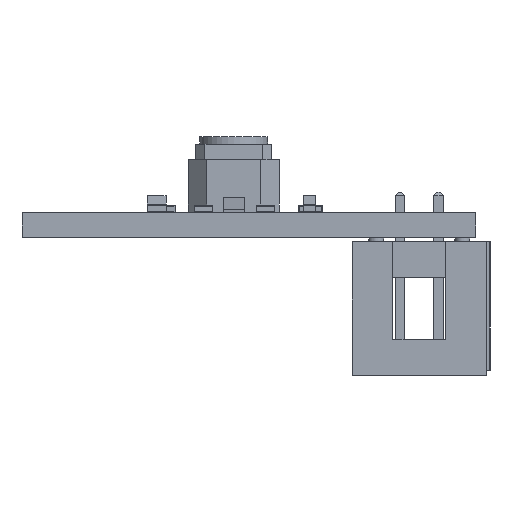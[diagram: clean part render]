
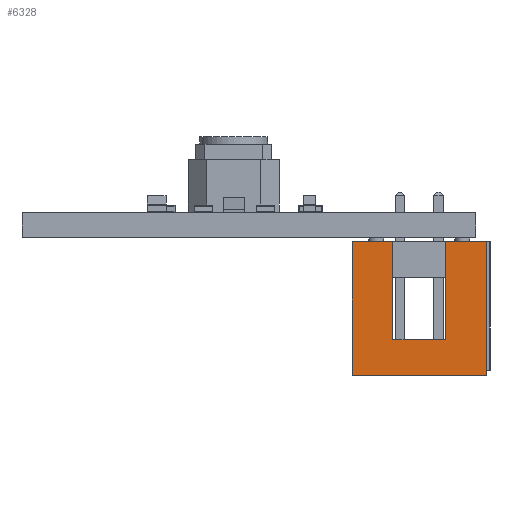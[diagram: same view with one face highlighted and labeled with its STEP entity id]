
A CAD part, left-side view. The second image highlights one B-rep face of the part: STEP entity #6328.
In plain terms, the highlighted face is planar.
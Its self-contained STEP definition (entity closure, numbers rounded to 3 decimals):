
#6260 = EDGE_CURVE('',#6261,#6263,#6265,.T.);
#6261 = VERTEX_POINT('',#6262);
#6262 = CARTESIAN_POINT('',(-3.155,5.1,0.25));
#6263 = VERTEX_POINT('',#6264);
#6264 = CARTESIAN_POINT('',(-3.155,5.1,9.1));
#6265 = LINE('',#6266,#6267);
#6266 = CARTESIAN_POINT('',(-3.155,5.1,0.25));
#6267 = VECTOR('',#6268,1.);
#6268 = DIRECTION('',(0.,0.,1.));
#6328 = ADVANCED_FACE('',(#6329),#6386,.T.);
#6329 = FACE_BOUND('',#6330,.T.);
#6330 = EDGE_LOOP('',(#6331,#6341,#6349,#6357,#6365,#6373,#6379,#6380));
#6331 = ORIENTED_EDGE('',*,*,#6332,.F.);
#6332 = EDGE_CURVE('',#6333,#6335,#6337,.T.);
#6333 = VERTEX_POINT('',#6334);
#6334 = CARTESIAN_POINT('',(5.695,5.1,0.25));
#6335 = VERTEX_POINT('',#6336);
#6336 = CARTESIAN_POINT('',(5.695,5.1,9.1));
#6337 = LINE('',#6338,#6339);
#6338 = CARTESIAN_POINT('',(5.695,5.1,0.25));
#6339 = VECTOR('',#6340,1.);
#6340 = DIRECTION('',(0.,0.,1.));
#6341 = ORIENTED_EDGE('',*,*,#6342,.T.);
#6342 = EDGE_CURVE('',#6333,#6343,#6345,.T.);
#6343 = VERTEX_POINT('',#6344);
#6344 = CARTESIAN_POINT('',(3.02,5.1,0.25));
#6345 = LINE('',#6346,#6347);
#6346 = CARTESIAN_POINT('',(5.695,5.1,0.25));
#6347 = VECTOR('',#6348,1.);
#6348 = DIRECTION('',(-1.,0.,0.));
#6349 = ORIENTED_EDGE('',*,*,#6350,.T.);
#6350 = EDGE_CURVE('',#6343,#6351,#6353,.T.);
#6351 = VERTEX_POINT('',#6352);
#6352 = CARTESIAN_POINT('',(3.02,5.1,6.75));
#6353 = LINE('',#6354,#6355);
#6354 = CARTESIAN_POINT('',(3.02,5.1,2.463));
#6355 = VECTOR('',#6356,1.);
#6356 = DIRECTION('',(0.,0.,1.));
#6357 = ORIENTED_EDGE('',*,*,#6358,.F.);
#6358 = EDGE_CURVE('',#6359,#6351,#6361,.T.);
#6359 = VERTEX_POINT('',#6360);
#6360 = CARTESIAN_POINT('',(-0.48,5.1,6.75));
#6361 = LINE('',#6362,#6363);
#6362 = CARTESIAN_POINT('',(1.27,5.1,6.75));
#6363 = VECTOR('',#6364,1.);
#6364 = DIRECTION('',(1.,0.,0.));
#6365 = ORIENTED_EDGE('',*,*,#6366,.T.);
#6366 = EDGE_CURVE('',#6359,#6367,#6369,.T.);
#6367 = VERTEX_POINT('',#6368);
#6368 = CARTESIAN_POINT('',(-0.48,5.1,0.25));
#6369 = LINE('',#6370,#6371);
#6370 = CARTESIAN_POINT('',(-0.48,5.1,2.463));
#6371 = VECTOR('',#6372,1.);
#6372 = DIRECTION('',(0.,0.,-1.));
#6373 = ORIENTED_EDGE('',*,*,#6374,.T.);
#6374 = EDGE_CURVE('',#6367,#6261,#6375,.T.);
#6375 = LINE('',#6376,#6377);
#6376 = CARTESIAN_POINT('',(5.695,5.1,0.25));
#6377 = VECTOR('',#6378,1.);
#6378 = DIRECTION('',(-1.,0.,0.));
#6379 = ORIENTED_EDGE('',*,*,#6260,.T.);
#6380 = ORIENTED_EDGE('',*,*,#6381,.F.);
#6381 = EDGE_CURVE('',#6335,#6263,#6382,.T.);
#6382 = LINE('',#6383,#6384);
#6383 = CARTESIAN_POINT('',(5.695,5.1,9.1));
#6384 = VECTOR('',#6385,1.);
#6385 = DIRECTION('',(-1.,0.,0.));
#6386 = PLANE('',#6387);
#6387 = AXIS2_PLACEMENT_3D('',#6388,#6389,#6390);
#6388 = CARTESIAN_POINT('',(1.27,5.1,4.675));
#6389 = DIRECTION('',(0.,1.,0.));
#6390 = DIRECTION('',(0.,0.,1.));
